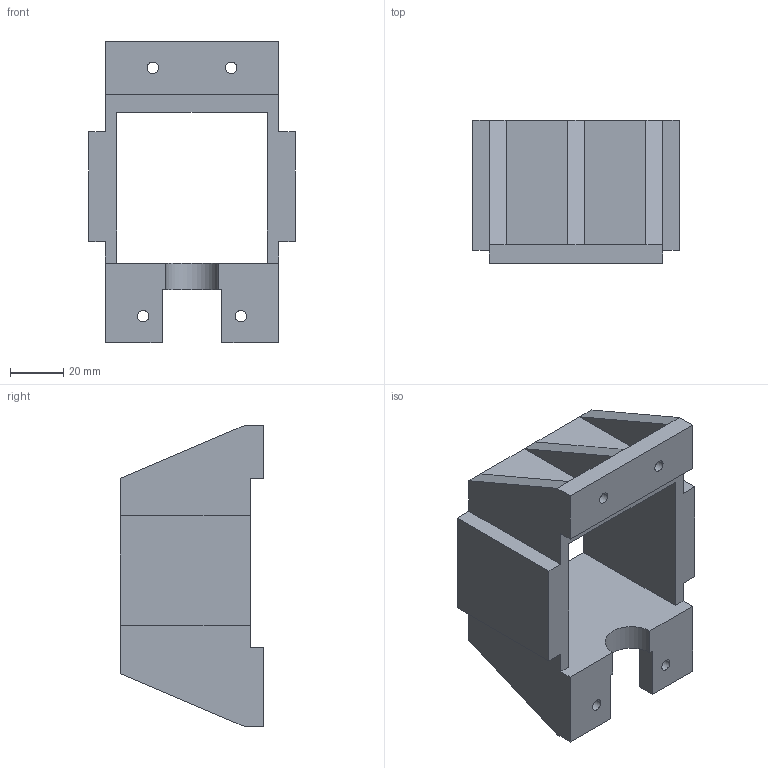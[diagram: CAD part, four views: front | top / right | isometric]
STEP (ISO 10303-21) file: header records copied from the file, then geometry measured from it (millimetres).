
FILE_DESCRIPTION((''),'2;1');
FILE_NAME('SHOULDER_NEMA_23_FULL_ATTACH','2021-03-02T08:01:48',('TINH LE'),(''),'CREO PARAMETRIC BY PTC INC, 2020154','CREO PARAMETRIC BY PTC INC, 2020154','');
FILE_SCHEMA(('CONFIG_CONTROL_DESIGN'));
Length unit declared in the file: millimetre
Products named in the file (1): SHOULDER_NEMA_23_FULL_ATTACH
Bounding box: 77.9 x 54 x 113.69 mm (x, y, z)
Volume: 134637.7 mm3; surface area: 41020.3 mm2
Topology: 1 solids, 1 shells, 52 faces, 141 edges, 90 vertices
Faces by surface type: plane 43, cylinder 9
Entity records: 1665 total; most frequent: CARTESIAN_POINT 283, ORIENTED_EDGE 282, DIRECTION 263, EDGE_CURVE 141, VECTOR 123, LINE 123, VERTEX_POINT 90, AXIS2_PLACEMENT_3D 70
